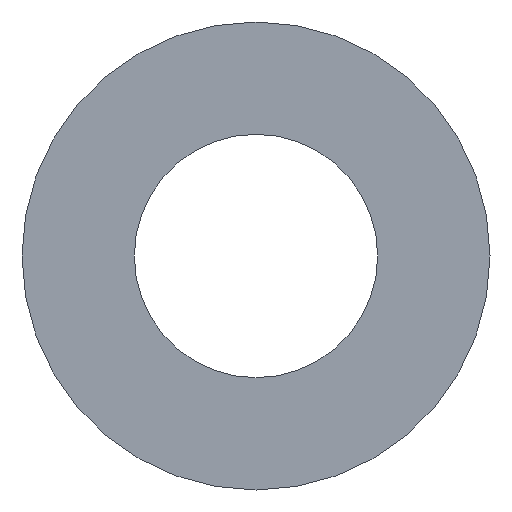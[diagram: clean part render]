
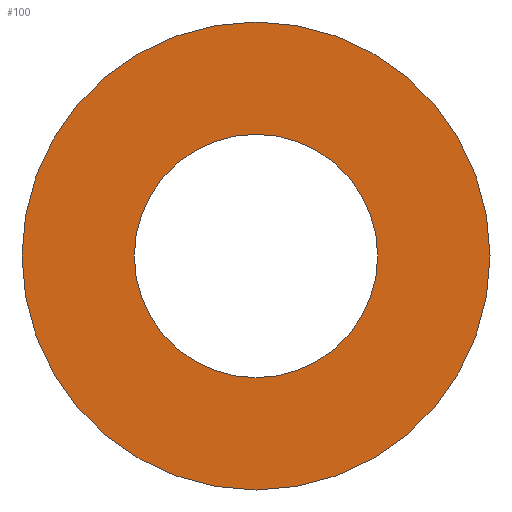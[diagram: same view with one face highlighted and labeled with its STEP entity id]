
A CAD part, front view. The second image highlights one B-rep face of the part: STEP entity #100.
In plain terms, the highlighted planar face has unit normal (0, -1, 0).
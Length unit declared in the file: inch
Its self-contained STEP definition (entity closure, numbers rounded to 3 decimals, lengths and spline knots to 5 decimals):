
#14=PLANE($,#119);
#25=FACE_BOUND($,#47,.T.);
#26=FACE_BOUND($,#48,.T.);
#47=EDGE_LOOP($,(#87));
#48=EDGE_LOOP($,(#88));
#49=CIRCLE($,#105,0.13);
#52=CIRCLE($,#109,0.25);
#57=VERTEX_POINT($,#156);
#60=VERTEX_POINT($,#163);
#65=EDGE_CURVE($,#57,#57,#49,.T.);
#68=EDGE_CURVE($,#60,#60,#52,.T.);
#87=ORIENTED_EDGE($,*,*,#65,.T.);
#88=ORIENTED_EDGE($,*,*,#68,.F.);
#100=ADVANCED_FACE($,(#25,#26),#14,.T.);
#105=AXIS2_PLACEMENT_3D($,#157,#124,#125);
#109=AXIS2_PLACEMENT_3D($,#164,#132,#133);
#119=AXIS2_PLACEMENT_3D($,#178,#152,#153);
#124=DIRECTION('center_axis',(0.,1.,0.));
#125=DIRECTION('ref_axis',(-1.,0.,0.));
#132=DIRECTION('center_axis',(0.,1.,0.));
#133=DIRECTION('ref_axis',(1.,0.,0.));
#152=DIRECTION('center_axis',(0.,-1.,0.));
#153=DIRECTION('ref_axis',(0.,0.,-1.));
#156=CARTESIAN_POINT('',(0.13,0.,0.));
#157=CARTESIAN_POINT('Origin',(0.,0.,0.));
#163=CARTESIAN_POINT('',(0.,0.,0.25));
#164=CARTESIAN_POINT('Origin',(0.,0.,0.));
#178=CARTESIAN_POINT('Origin',(0.,0.,0.25));
